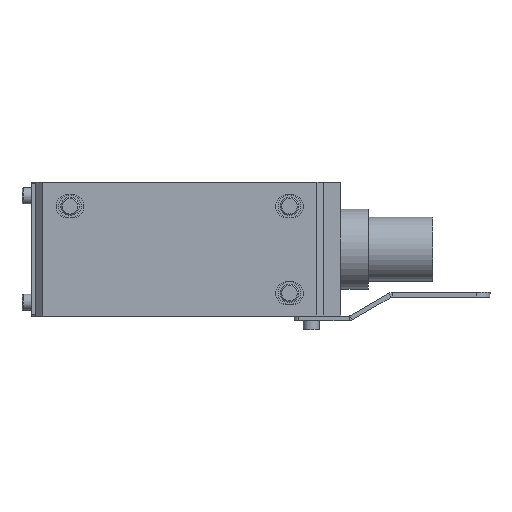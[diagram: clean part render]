
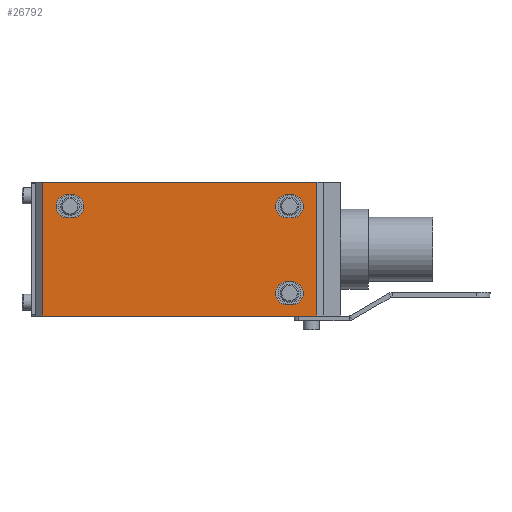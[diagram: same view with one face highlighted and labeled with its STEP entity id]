
A CAD part, front view. The second image highlights one B-rep face of the part: STEP entity #26792.
In plain terms, the highlighted planar face has unit normal (0, -1, 0).
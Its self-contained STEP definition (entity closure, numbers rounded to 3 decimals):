
#242 = AXIS2_PLACEMENT_3D ( 'NONE', #17085, #2668, #19507 ) ;
#346 = FACE_BOUND ( 'NONE', #29775, .T. ) ;
#785 = VERTEX_POINT ( 'NONE', #8214 ) ;
#1064 = LINE ( 'NONE', #9595, #19523 ) ;
#1089 = CARTESIAN_POINT ( 'NONE',  ( 49., -45., 42.9 ) ) ;
#1279 = DIRECTION ( 'NONE',  ( 0., 0., 1. ) ) ;
#1283 = CIRCLE ( 'NONE', #30010, 5.1 ) ;
#1766 = DIRECTION ( 'NONE',  ( 1., 0., 0. ) ) ;
#2119 = DIRECTION ( 'NONE',  ( 0., 1., 0. ) ) ;
#2668 = DIRECTION ( 'NONE',  ( 0., -1., 0. ) ) ;
#3472 = CARTESIAN_POINT ( 'NONE',  ( 60., -45., 58.5 ) ) ;
#3505 = VERTEX_POINT ( 'NONE', #16500 ) ;
#3660 = EDGE_LOOP ( 'NONE', ( #23442, #25023, #8481, #23942 ) ) ;
#3764 = CIRCLE ( 'NONE', #6894, 5.1 ) ;
#3837 = VERTEX_POINT ( 'NONE', #25934 ) ;
#3869 = VERTEX_POINT ( 'NONE', #14038 ) ;
#4281 = DIRECTION ( 'NONE',  ( 0., -1., 0. ) ) ;
#4560 = CARTESIAN_POINT ( 'NONE',  ( -47., -45., 53.1 ) ) ;
#4725 = ORIENTED_EDGE ( 'NONE', *, *, #7311, .F. ) ;
#4847 = DIRECTION ( 'NONE',  ( -1., 0., 0. ) ) ;
#5247 = VECTOR ( 'NONE', #5890, 1000. ) ;
#5269 = VECTOR ( 'NONE', #19058, 1000. ) ;
#5890 = DIRECTION ( 'NONE',  ( 0., 0., 1. ) ) ;
#6687 = CARTESIAN_POINT ( 'NONE',  ( 47., -45., 10. ) ) ;
#6894 = AXIS2_PLACEMENT_3D ( 'NONE', #23257, #8833, #25651 ) ;
#6949 = AXIS2_PLACEMENT_3D ( 'NONE', #6687, #23527, #9099 ) ;
#7031 = EDGE_CURVE ( 'NONE', #29812, #7868, #13766, .T. ) ;
#7173 = EDGE_CURVE ( 'NONE', #3869, #24390, #10761, .T. ) ;
#7311 = EDGE_CURVE ( 'NONE', #26630, #25169, #28424, .T. ) ;
#7375 = ORIENTED_EDGE ( 'NONE', *, *, #21915, .F. ) ;
#7417 = VERTEX_POINT ( 'NONE', #27808 ) ;
#7868 = VERTEX_POINT ( 'NONE', #23063 ) ;
#7920 = VERTEX_POINT ( 'NONE', #30495 ) ;
#7964 = CARTESIAN_POINT ( 'NONE',  ( -49., -45., 53.1 ) ) ;
#8214 = CARTESIAN_POINT ( 'NONE',  ( -49., -45., 53.1 ) ) ;
#8417 = CARTESIAN_POINT ( 'NONE',  ( -63., -45., 58.5 ) ) ;
#8437 = VECTOR ( 'NONE', #1766, 1000. ) ;
#8481 = ORIENTED_EDGE ( 'NONE', *, *, #26824, .T. ) ;
#8486 = EDGE_CURVE ( 'NONE', #18089, #27628, #20478, .T. ) ;
#8510 = EDGE_CURVE ( 'NONE', #3505, #23289, #1283, .T. ) ;
#8833 = DIRECTION ( 'NONE',  ( 0., -1., 0. ) ) ;
#9099 = DIRECTION ( 'NONE',  ( 0., 0., 1. ) ) ;
#9339 = AXIS2_PLACEMENT_3D ( 'NONE', #30083, #15694, #1279 ) ;
#9499 = EDGE_LOOP ( 'NONE', ( #18099, #26474, #18458, #15255 ) ) ;
#9525 = VECTOR ( 'NONE', #14046, 1000. ) ;
#9595 = CARTESIAN_POINT ( 'NONE',  ( -47., -45., 42.9 ) ) ;
#9791 = AXIS2_PLACEMENT_3D ( 'NONE', #11682, #2119, #18947 ) ;
#10385 = DIRECTION ( 'NONE',  ( -1., 0., 0. ) ) ;
#10551 = CARTESIAN_POINT ( 'NONE',  ( 47., -45., 42.9 ) ) ;
#10761 = LINE ( 'NONE', #29188, #24322 ) ;
#10840 = DIRECTION ( 'NONE',  ( 1., 0., 0. ) ) ;
#11194 = EDGE_LOOP ( 'NONE', ( #23457, #16878, #28219, #14526 ) ) ;
#11449 = EDGE_CURVE ( 'NONE', #785, #31100, #3764, .T. ) ;
#11682 = CARTESIAN_POINT ( 'NONE',  ( -63., -45., 58.5 ) ) ;
#11952 = EDGE_CURVE ( 'NONE', #7920, #7417, #12407, .T. ) ;
#12407 = LINE ( 'NONE', #3472, #5247 ) ;
#13011 = DIRECTION ( 'NONE',  ( 0., -1., 0. ) ) ;
#13032 = VECTOR ( 'NONE', #4847, 1000. ) ;
#13173 = FACE_BOUND ( 'NONE', #9499, .T. ) ;
#13766 = LINE ( 'NONE', #14413, #13032 ) ;
#13958 = VECTOR ( 'NONE', #10840, 1000. ) ;
#14038 = CARTESIAN_POINT ( 'NONE',  ( 49., -45., 53.1 ) ) ;
#14046 = DIRECTION ( 'NONE',  ( 0., 0., -1. ) ) ;
#14413 = CARTESIAN_POINT ( 'NONE',  ( 47., -45., 15.1 ) ) ;
#14526 = ORIENTED_EDGE ( 'NONE', *, *, #24848, .F. ) ;
#14809 = DIRECTION ( 'NONE',  ( -1., 0., 0. ) ) ;
#15179 = LINE ( 'NONE', #30866, #9525 ) ;
#15255 = ORIENTED_EDGE ( 'NONE', *, *, #8510, .F. ) ;
#15591 = EDGE_CURVE ( 'NONE', #20689, #7417, #21132, .T. ) ;
#15694 = DIRECTION ( 'NONE',  ( 0., -1., 0. ) ) ;
#16354 = CARTESIAN_POINT ( 'NONE',  ( 49., -45., 15.1 ) ) ;
#16500 = CARTESIAN_POINT ( 'NONE',  ( -47., -45., 42.9 ) ) ;
#16634 = CARTESIAN_POINT ( 'NONE',  ( -63., -45., 0. ) ) ;
#16878 = ORIENTED_EDGE ( 'NONE', *, *, #23389, .F. ) ;
#17085 = CARTESIAN_POINT ( 'NONE',  ( 49., -45., 10. ) ) ;
#17531 = ORIENTED_EDGE ( 'NONE', *, *, #23670, .F. ) ;
#17788 = CIRCLE ( 'NONE', #6949, 5.1 ) ;
#17846 = CARTESIAN_POINT ( 'NONE',  ( 49., -45., 42.9 ) ) ;
#18067 = LINE ( 'NONE', #16634, #5269 ) ;
#18089 = VERTEX_POINT ( 'NONE', #26392 ) ;
#18099 = ORIENTED_EDGE ( 'NONE', *, *, #27915, .F. ) ;
#18458 = ORIENTED_EDGE ( 'NONE', *, *, #26193, .F. ) ;
#18605 = CARTESIAN_POINT ( 'NONE',  ( 49., -45., 4.9 ) ) ;
#18715 = CARTESIAN_POINT ( 'NONE',  ( -47., -45., 48. ) ) ;
#18819 = FACE_BOUND ( 'NONE', #11194, .T. ) ;
#18947 = DIRECTION ( 'NONE',  ( -1., 0., 0. ) ) ;
#19058 = DIRECTION ( 'NONE',  ( 1., 0., 0. ) ) ;
#19191 = CARTESIAN_POINT ( 'NONE',  ( -60., -45., 58.5 ) ) ;
#19507 = DIRECTION ( 'NONE',  ( 0., 0., 1. ) ) ;
#19523 = VECTOR ( 'NONE', #21616, 1000. ) ;
#20267 = DIRECTION ( 'NONE',  ( 1., 0., 0. ) ) ;
#20478 = LINE ( 'NONE', #18605, #8437 ) ;
#20538 = VECTOR ( 'NONE', #20267, 1000. ) ;
#20689 = VERTEX_POINT ( 'NONE', #19191 ) ;
#21127 = DIRECTION ( 'NONE',  ( 0., 0., 1. ) ) ;
#21132 = LINE ( 'NONE', #8417, #13958 ) ;
#21616 = DIRECTION ( 'NONE',  ( 1., 0., 0. ) ) ;
#21662 = EDGE_CURVE ( 'NONE', #20689, #3837, #15179, .T. ) ;
#21915 = EDGE_CURVE ( 'NONE', #25169, #3869, #27580, .T. ) ;
#22628 = AXIS2_PLACEMENT_3D ( 'NONE', #27403, #13011, #29806 ) ;
#22673 = CARTESIAN_POINT ( 'NONE',  ( -49., -45., 42.9 ) ) ;
#22682 = CIRCLE ( 'NONE', #242, 5.1 ) ;
#22893 = CARTESIAN_POINT ( 'NONE',  ( 49., -45., 4.9 ) ) ;
#23063 = CARTESIAN_POINT ( 'NONE',  ( 47., -45., 15.1 ) ) ;
#23257 = CARTESIAN_POINT ( 'NONE',  ( -49., -45., 48. ) ) ;
#23289 = VERTEX_POINT ( 'NONE', #4560 ) ;
#23389 = EDGE_CURVE ( 'NONE', #27628, #29812, #22682, .T. ) ;
#23442 = ORIENTED_EDGE ( 'NONE', *, *, #15591, .F. ) ;
#23457 = ORIENTED_EDGE ( 'NONE', *, *, #7031, .F. ) ;
#23527 = DIRECTION ( 'NONE',  ( 0., -1., 0. ) ) ;
#23670 = EDGE_CURVE ( 'NONE', #24390, #26630, #30155, .T. ) ;
#23942 = ORIENTED_EDGE ( 'NONE', *, *, #11952, .T. ) ;
#24322 = VECTOR ( 'NONE', #14809, 1000. ) ;
#24390 = VERTEX_POINT ( 'NONE', #27291 ) ;
#24848 = EDGE_CURVE ( 'NONE', #7868, #18089, #17788, .T. ) ;
#25023 = ORIENTED_EDGE ( 'NONE', *, *, #21662, .T. ) ;
#25169 = VERTEX_POINT ( 'NONE', #1089 ) ;
#25208 = FACE_OUTER_BOUND ( 'NONE', #3660, .T. ) ;
#25651 = DIRECTION ( 'NONE',  ( 0., 0., 1. ) ) ;
#25934 = CARTESIAN_POINT ( 'NONE',  ( -60., -45., 0. ) ) ;
#25998 = VECTOR ( 'NONE', #10385, 1000. ) ;
#26099 = PLANE ( 'NONE',  #9791 ) ;
#26193 = EDGE_CURVE ( 'NONE', #23289, #785, #27510, .T. ) ;
#26392 = CARTESIAN_POINT ( 'NONE',  ( 47., -45., 4.9 ) ) ;
#26474 = ORIENTED_EDGE ( 'NONE', *, *, #11449, .F. ) ;
#26630 = VERTEX_POINT ( 'NONE', #10551 ) ;
#26792 = ADVANCED_FACE ( 'NONE', ( #346, #18819, #13173, #25208 ), #26099, .F. ) ;
#26824 = EDGE_CURVE ( 'NONE', #3837, #7920, #18067, .T. ) ;
#27291 = CARTESIAN_POINT ( 'NONE',  ( 47., -45., 53.1 ) ) ;
#27403 = CARTESIAN_POINT ( 'NONE',  ( 49., -45., 48. ) ) ;
#27510 = LINE ( 'NONE', #7964, #25998 ) ;
#27580 = CIRCLE ( 'NONE', #22628, 5.1 ) ;
#27628 = VERTEX_POINT ( 'NONE', #22893 ) ;
#27808 = CARTESIAN_POINT ( 'NONE',  ( 60., -45., 58.5 ) ) ;
#27915 = EDGE_CURVE ( 'NONE', #31100, #3505, #1064, .T. ) ;
#28219 = ORIENTED_EDGE ( 'NONE', *, *, #8486, .F. ) ;
#28424 = LINE ( 'NONE', #17846, #20538 ) ;
#29188 = CARTESIAN_POINT ( 'NONE',  ( 47., -45., 53.1 ) ) ;
#29190 = ORIENTED_EDGE ( 'NONE', *, *, #7173, .F. ) ;
#29775 = EDGE_LOOP ( 'NONE', ( #4725, #17531, #29190, #7375 ) ) ;
#29806 = DIRECTION ( 'NONE',  ( 0., 0., 1. ) ) ;
#29812 = VERTEX_POINT ( 'NONE', #16354 ) ;
#30010 = AXIS2_PLACEMENT_3D ( 'NONE', #18715, #4281, #21127 ) ;
#30083 = CARTESIAN_POINT ( 'NONE',  ( 47., -45., 48. ) ) ;
#30155 = CIRCLE ( 'NONE', #9339, 5.1 ) ;
#30495 = CARTESIAN_POINT ( 'NONE',  ( 60., -45., 0. ) ) ;
#30866 = CARTESIAN_POINT ( 'NONE',  ( -60., -45., 58.5 ) ) ;
#31100 = VERTEX_POINT ( 'NONE', #22673 ) ;
